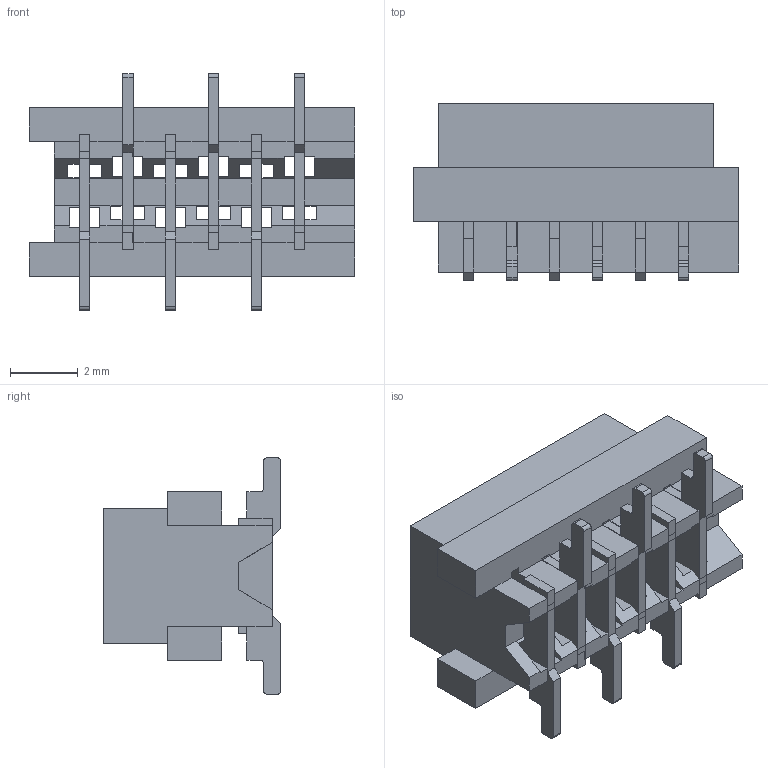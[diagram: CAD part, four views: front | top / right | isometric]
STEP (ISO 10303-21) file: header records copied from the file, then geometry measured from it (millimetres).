
FILE_DESCRIPTION(/* description */ (''),/* implementation_level */ '2;1');
FILE_NAME(/* name */ 'Micropart-6.step',/* time_stamp */ '2021-02-27T03:22:08+01:00',/* author */ (''),/* organization */ (''),/* preprocessor_version */ 'ST-DEVELOPER v18.1',/* originating_system */ 'Autodesk Translation Framework v9.7.1.1290',/* authorisation */ '');
FILE_SCHEMA (('AUTOMOTIVE_DESIGN { 1 0 10303 214 3 1 1 }'));
Length unit declared in the file: millimetre
Products named in the file (1): Micropart-6
Bounding box: 9.65 x 5.25 x 7 mm (x, y, z)
Volume: 142.9 mm3; surface area: 611.6 mm2
Topology: 7 solids, 7 shells, 304 faces, 904 edges, 602 vertices
Faces by surface type: plane 286, cylinder 18
Entity records: 10121 total; most frequent: CARTESIAN_POINT 1811, ORIENTED_EDGE 1808, DIRECTION 1550, EDGE_CURVE 904, LINE 868, VECTOR 868, VERTEX_POINT 602, AXIS2_PLACEMENT_3D 341
